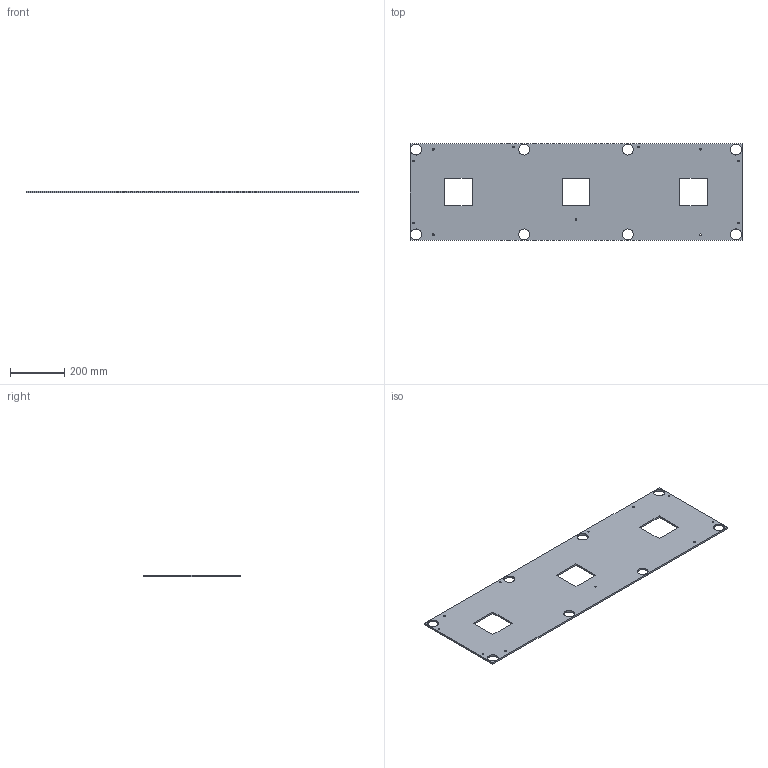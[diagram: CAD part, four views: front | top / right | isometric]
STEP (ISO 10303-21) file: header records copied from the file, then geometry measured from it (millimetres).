
FILE_DESCRIPTION(/* description */ (''),/* implementation_level */ '2;1');
FILE_NAME(/* name */ 'GE-18046.ipt.stp',/* time_stamp */ '2018-01-01T11:18:05-08:00',/* author */ ('PhillipD'),/* organization */ (''),/* preprocessor_version */ 'ST-DEVELOPER v16.13',/* originating_system */ 'Autodesk Inventor 2018',/* authorisation */ '');
FILE_SCHEMA (('AUTOMOTIVE_DESIGN { 1 0 10303 214 3 1 1 }'));
Length unit declared in the file: inch
Products named in the file (1): GE-18046
Bounding box: 1219.2 x 355.6 x 6.35 mm (x, y, z)
Volume: 2489101.3 mm3; surface area: 819792.1 mm2
Topology: 1 solids, 1 shells, 48 faces, 138 edges, 92 vertices
Faces by surface type: cylinder 19, plane 18, cone 11
Full cylindrical faces by diameter (mm): 6.35 x7, 6.756 x4, 39.751 x7, 40.005 x1
Entity records: 1478 total; most frequent: DIRECTION 244, CARTESIAN_POINT 227, ORIENTED_EDGE 194, EDGE_LOOP 122, AXIS2_PLACEMENT_3D 98, EDGE_CURVE 97, VERTEX_POINT 81, FACE_BOUND 74
